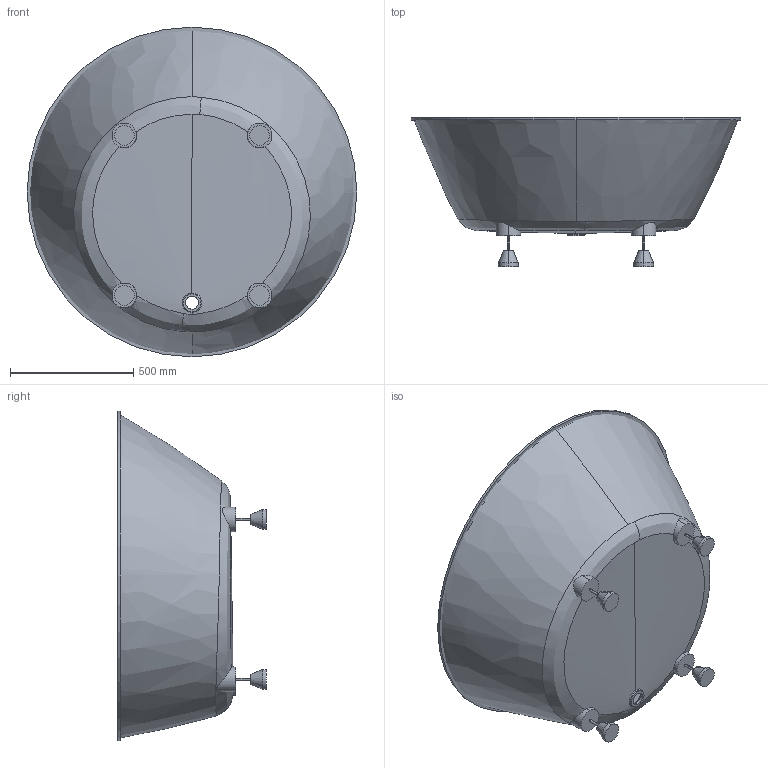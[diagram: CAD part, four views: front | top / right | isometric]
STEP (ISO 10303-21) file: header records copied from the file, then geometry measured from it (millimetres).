
FILE_DESCRIPTION (( 'STEP AP214' ), '1' );
FILE_NAME ('HA-1.STEP', '2020-02-25T07:30:45', ( 'Admin' ), ( '' ), 'SwSTEP 2.0', 'SolidWorks 2019', '' );
FILE_SCHEMA (( 'AUTOMOTIVE_DESIGN' ));
Length unit declared in the file: millimetre
Products named in the file (1): HA-1
Bounding box: 1340 x 605 x 1340 mm (x, y, z)
Volume: 26360770.3 mm3; surface area: 5166108 mm2
Topology: 2 solids, 2 shells, 72 faces, 172 edges, 112 vertices
Faces by surface type: cylinder 32, plane 16, bspline 16, cone 8
Entity records: 18633 total; most frequent: CARTESIAN_POINT 17025, ORIENTED_EDGE 344, DIRECTION 286, EDGE_CURVE 172, AXIS2_PLACEMENT_3D 123, VERTEX_POINT 112, EDGE_LOOP 84, FACE_OUTER_BOUND 72
